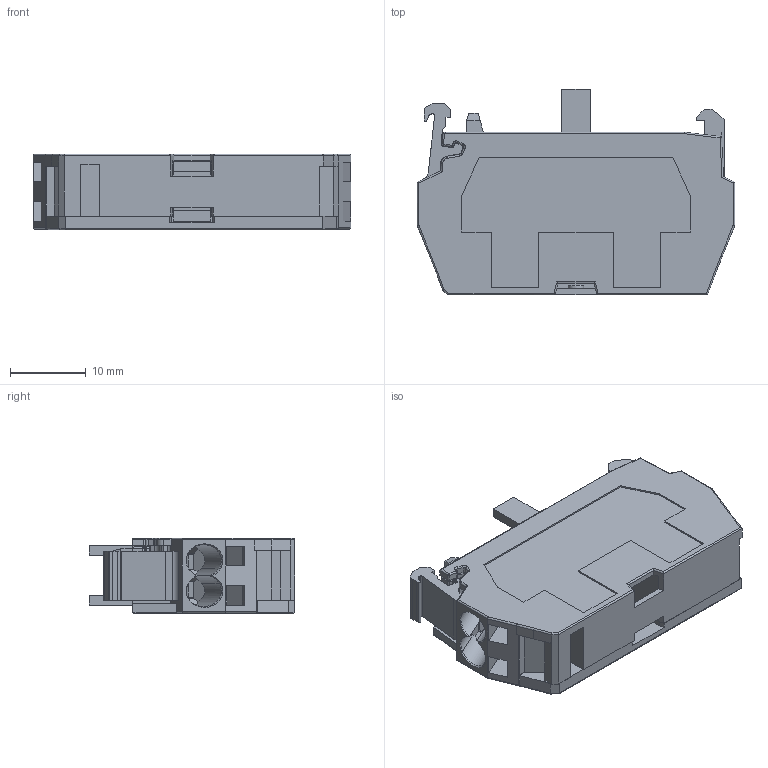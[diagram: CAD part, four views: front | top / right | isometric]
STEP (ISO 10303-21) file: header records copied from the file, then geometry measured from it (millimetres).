
FILE_DESCRIPTION(('CATIA V5 STEP Exchange','CAx-IF Rec.Pracs.--- Model Styling and Organization---1.2---2011-12-15'),'2;1');
FILE_NAME('33R10.stp','2013-07-25T05:54:51+00:00',('none'),('none'),'Unofficial Packaging Version','CATIA V5 STEP AP214','none');
FILE_SCHEMA(('AUTOMOTIVE_DESIGN { 1 0 10303 214 1 1 1 1 }'));
Length unit declared in the file: millimetre
Products named in the file (7): 33R10; 090719001; 016598001; 024024001; 126396000; 127023000; 083634000
Assembly tree (8 placements, depth 2):
  33R10
    090719001
    016598001
    024024001
    126396000
    127023000  x2
    083634000  x2
Bounding box: 42 x 27.2 x 10 mm (x, y, z)
Volume: 5084 mm3; surface area: 9755.8 mm2
Topology: 8 solids, 8 shells, 1172 faces, 3277 edges, 2130 vertices
Faces by surface type: plane 887, cylinder 234, torus 20, cone 15, bspline 13, sphere 3
Entity records: 38424 total; most frequent: CARTESIAN_POINT 7526, ORIENTED_EDGE 5578, DIRECTION 4214, EDGE_CURVE 2789, VECTOR 2205, LINE 2205, VERTEX_POINT 1814, AXIS2_PLACEMENT_3D 1176
